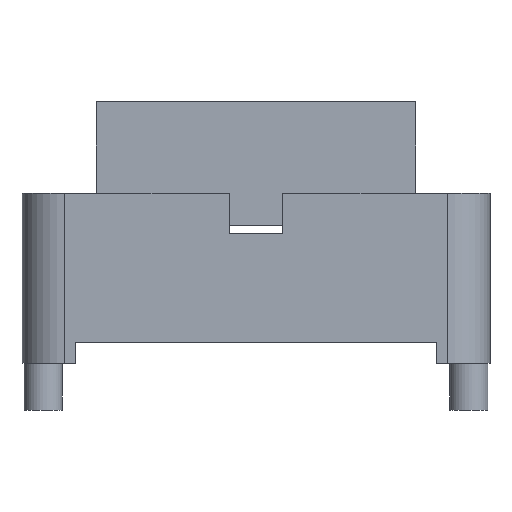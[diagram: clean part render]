
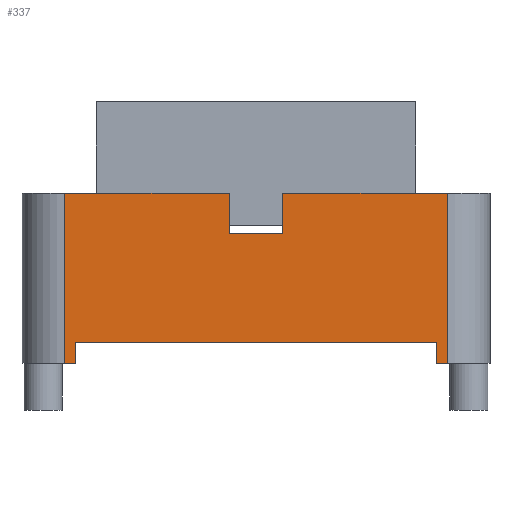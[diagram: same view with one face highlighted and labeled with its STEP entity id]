
A CAD part, front view. The second image highlights one B-rep face of the part: STEP entity #337.
In plain terms, the highlighted planar face has unit normal (0, -1, 0).
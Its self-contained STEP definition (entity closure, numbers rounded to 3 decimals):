
#72 = VERTEX_POINT('',#73);
#73 = CARTESIAN_POINT('',(-9.,-3.25,0.));
#80 = EDGE_CURVE('',#72,#81,#83,.T.);
#81 = VERTEX_POINT('',#82);
#82 = CARTESIAN_POINT('',(-8.5,-3.25,0.));
#83 = LINE('',#84,#85);
#84 = CARTESIAN_POINT('',(-11.,-3.25,0.));
#85 = VECTOR('',#86,1.);
#86 = DIRECTION('',(1.,0.,0.));
#147 = EDGE_CURVE('',#72,#148,#150,.T.);
#148 = VERTEX_POINT('',#149);
#149 = CARTESIAN_POINT('',(-9.,-3.25,8.));
#150 = LINE('',#151,#152);
#151 = CARTESIAN_POINT('',(-9.,-3.25,0.));
#152 = VECTOR('',#153,1.);
#153 = DIRECTION('',(0.,0.,1.));
#171 = EDGE_CURVE('',#148,#172,#174,.T.);
#172 = VERTEX_POINT('',#173);
#173 = CARTESIAN_POINT('',(-1.25,-3.25,8.));
#174 = LINE('',#175,#176);
#175 = CARTESIAN_POINT('',(-11.,-3.25,8.));
#176 = VECTOR('',#177,1.);
#177 = DIRECTION('',(1.,0.,0.));
#319 = EDGE_CURVE('',#81,#320,#322,.T.);
#320 = VERTEX_POINT('',#321);
#321 = CARTESIAN_POINT('',(-8.5,-3.25,1.));
#322 = LINE('',#323,#324);
#323 = CARTESIAN_POINT('',(-8.5,-3.25,0.));
#324 = VECTOR('',#325,1.);
#325 = DIRECTION('',(0.,0.,1.));
#337 = ADVANCED_FACE('',(#338),#406,.F.);
#338 = FACE_BOUND('',#339,.F.);
#339 = EDGE_LOOP('',(#340,#341,#342,#343,#351,#359,#367,#375,#383,#391,
    #399,#405));
#340 = ORIENTED_EDGE('',*,*,#80,.F.);
#341 = ORIENTED_EDGE('',*,*,#147,.T.);
#342 = ORIENTED_EDGE('',*,*,#171,.T.);
#343 = ORIENTED_EDGE('',*,*,#344,.T.);
#344 = EDGE_CURVE('',#172,#345,#347,.T.);
#345 = VERTEX_POINT('',#346);
#346 = CARTESIAN_POINT('',(-1.25,-3.25,6.1));
#347 = LINE('',#348,#349);
#348 = CARTESIAN_POINT('',(-1.25,-3.25,12.3));
#349 = VECTOR('',#350,1.);
#350 = DIRECTION('',(0.,0.,-1.));
#351 = ORIENTED_EDGE('',*,*,#352,.T.);
#352 = EDGE_CURVE('',#345,#353,#355,.T.);
#353 = VERTEX_POINT('',#354);
#354 = CARTESIAN_POINT('',(1.25,-3.25,6.1));
#355 = LINE('',#356,#357);
#356 = CARTESIAN_POINT('',(-1.25,-3.25,6.1));
#357 = VECTOR('',#358,1.);
#358 = DIRECTION('',(1.,0.,0.));
#359 = ORIENTED_EDGE('',*,*,#360,.T.);
#360 = EDGE_CURVE('',#353,#361,#363,.T.);
#361 = VERTEX_POINT('',#362);
#362 = CARTESIAN_POINT('',(1.25,-3.25,8.));
#363 = LINE('',#364,#365);
#364 = CARTESIAN_POINT('',(1.25,-3.25,6.1));
#365 = VECTOR('',#366,1.);
#366 = DIRECTION('',(0.,0.,1.));
#367 = ORIENTED_EDGE('',*,*,#368,.T.);
#368 = EDGE_CURVE('',#361,#369,#371,.T.);
#369 = VERTEX_POINT('',#370);
#370 = CARTESIAN_POINT('',(9.,-3.25,8.));
#371 = LINE('',#372,#373);
#372 = CARTESIAN_POINT('',(-11.,-3.25,8.));
#373 = VECTOR('',#374,1.);
#374 = DIRECTION('',(1.,0.,0.));
#375 = ORIENTED_EDGE('',*,*,#376,.F.);
#376 = EDGE_CURVE('',#377,#369,#379,.T.);
#377 = VERTEX_POINT('',#378);
#378 = CARTESIAN_POINT('',(9.,-3.25,0.));
#379 = LINE('',#380,#381);
#380 = CARTESIAN_POINT('',(9.,-3.25,0.));
#381 = VECTOR('',#382,1.);
#382 = DIRECTION('',(0.,0.,1.));
#383 = ORIENTED_EDGE('',*,*,#384,.F.);
#384 = EDGE_CURVE('',#385,#377,#387,.T.);
#385 = VERTEX_POINT('',#386);
#386 = CARTESIAN_POINT('',(8.5,-3.25,0.));
#387 = LINE('',#388,#389);
#388 = CARTESIAN_POINT('',(-11.,-3.25,0.));
#389 = VECTOR('',#390,1.);
#390 = DIRECTION('',(1.,0.,0.));
#391 = ORIENTED_EDGE('',*,*,#392,.F.);
#392 = EDGE_CURVE('',#393,#385,#395,.T.);
#393 = VERTEX_POINT('',#394);
#394 = CARTESIAN_POINT('',(8.5,-3.25,1.));
#395 = LINE('',#396,#397);
#396 = CARTESIAN_POINT('',(8.5,-3.25,0.5));
#397 = VECTOR('',#398,1.);
#398 = DIRECTION('',(0.,0.,-1.));
#399 = ORIENTED_EDGE('',*,*,#400,.F.);
#400 = EDGE_CURVE('',#320,#393,#401,.T.);
#401 = LINE('',#402,#403);
#402 = CARTESIAN_POINT('',(-9.75,-3.25,1.));
#403 = VECTOR('',#404,1.);
#404 = DIRECTION('',(1.,0.,0.));
#405 = ORIENTED_EDGE('',*,*,#319,.F.);
#406 = PLANE('',#407);
#407 = AXIS2_PLACEMENT_3D('',#408,#409,#410);
#408 = CARTESIAN_POINT('',(-11.,-3.25,0.));
#409 = DIRECTION('',(0.,1.,0.));
#410 = DIRECTION('',(1.,0.,0.));
